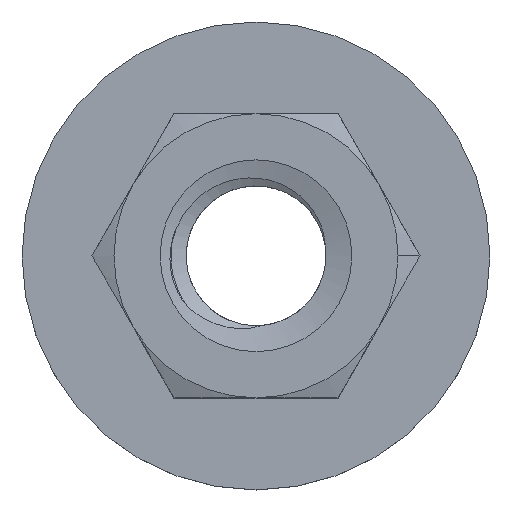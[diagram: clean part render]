
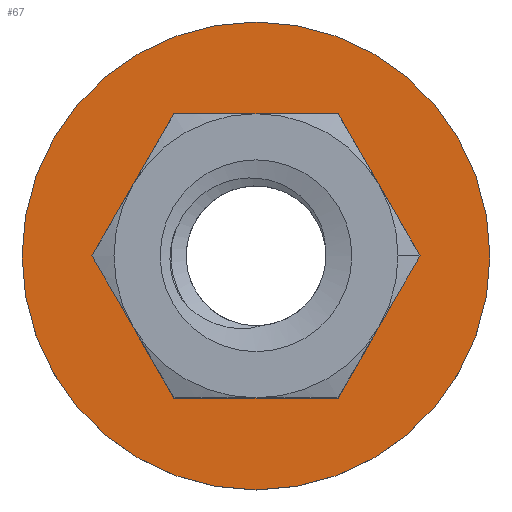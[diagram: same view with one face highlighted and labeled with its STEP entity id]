
A CAD part, top view. The second image highlights one B-rep face of the part: STEP entity #67.
In plain terms, the highlighted planar face has unit normal (0, 0, 1).
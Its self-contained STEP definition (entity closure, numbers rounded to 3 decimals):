
#21 = EDGE_CURVE('',#22,#24,#26,.T.);
#22 = VERTEX_POINT('',#23);
#23 = CARTESIAN_POINT('',(2.887,5.,1.));
#24 = VERTEX_POINT('',#25);
#25 = CARTESIAN_POINT('',(5.774,0.,1.));
#26 = LINE('',#27,#28);
#27 = CARTESIAN_POINT('',(5.052,1.25,1.));
#28 = VECTOR('',#29,1.);
#29 = DIRECTION('',(0.5,-0.866,0.));
#67 = ADVANCED_FACE('',(#68,#79),#120,.F.);
#68 = FACE_BOUND('',#69,.F.);
#69 = EDGE_LOOP('',(#70));
#70 = ORIENTED_EDGE('',*,*,#71,.T.);
#71 = EDGE_CURVE('',#72,#72,#74,.T.);
#72 = VERTEX_POINT('',#73);
#73 = CARTESIAN_POINT('',(8.234,0.,1.));
#74 = CIRCLE('',#75,8.234);
#75 = AXIS2_PLACEMENT_3D('',#76,#77,#78);
#76 = CARTESIAN_POINT('',(0.,0.,1.));
#77 = DIRECTION('',(0.,0.,-1.));
#78 = DIRECTION('',(1.,0.,0.));
#79 = FACE_BOUND('',#80,.F.);
#80 = EDGE_LOOP('',(#81,#82,#90,#98,#106,#114));
#81 = ORIENTED_EDGE('',*,*,#21,.F.);
#82 = ORIENTED_EDGE('',*,*,#83,.F.);
#83 = EDGE_CURVE('',#84,#22,#86,.T.);
#84 = VERTEX_POINT('',#85);
#85 = CARTESIAN_POINT('',(-2.887,5.,1.));
#86 = LINE('',#87,#88);
#87 = CARTESIAN_POINT('',(1.443,5.,1.));
#88 = VECTOR('',#89,1.);
#89 = DIRECTION('',(1.,0.,0.));
#90 = ORIENTED_EDGE('',*,*,#91,.F.);
#91 = EDGE_CURVE('',#92,#84,#94,.T.);
#92 = VERTEX_POINT('',#93);
#93 = CARTESIAN_POINT('',(-5.774,0.,1.));
#94 = LINE('',#95,#96);
#95 = CARTESIAN_POINT('',(-3.608,3.75,1.));
#96 = VECTOR('',#97,1.);
#97 = DIRECTION('',(0.5,0.866,0.));
#98 = ORIENTED_EDGE('',*,*,#99,.F.);
#99 = EDGE_CURVE('',#100,#92,#102,.T.);
#100 = VERTEX_POINT('',#101);
#101 = CARTESIAN_POINT('',(-2.887,-5.,1.));
#102 = LINE('',#103,#104);
#103 = CARTESIAN_POINT('',(-5.052,-1.25,1.));
#104 = VECTOR('',#105,1.);
#105 = DIRECTION('',(-0.5,0.866,0.));
#106 = ORIENTED_EDGE('',*,*,#107,.F.);
#107 = EDGE_CURVE('',#108,#100,#110,.T.);
#108 = VERTEX_POINT('',#109);
#109 = CARTESIAN_POINT('',(2.887,-5.,1.));
#110 = LINE('',#111,#112);
#111 = CARTESIAN_POINT('',(-1.443,-5.,1.));
#112 = VECTOR('',#113,1.);
#113 = DIRECTION('',(-1.,0.,0.));
#114 = ORIENTED_EDGE('',*,*,#115,.F.);
#115 = EDGE_CURVE('',#24,#108,#116,.T.);
#116 = LINE('',#117,#118);
#117 = CARTESIAN_POINT('',(3.608,-3.75,1.));
#118 = VECTOR('',#119,1.);
#119 = DIRECTION('',(-0.5,-0.866,0.));
#120 = PLANE('',#121);
#121 = AXIS2_PLACEMENT_3D('',#122,#123,#124);
#122 = CARTESIAN_POINT('',(0.,0.,1.));
#123 = DIRECTION('',(-0.,-0.,-1.));
#124 = DIRECTION('',(-1.,0.,0.));
